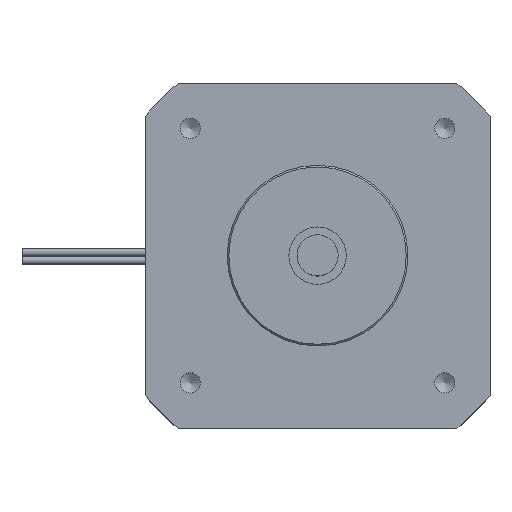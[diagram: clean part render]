
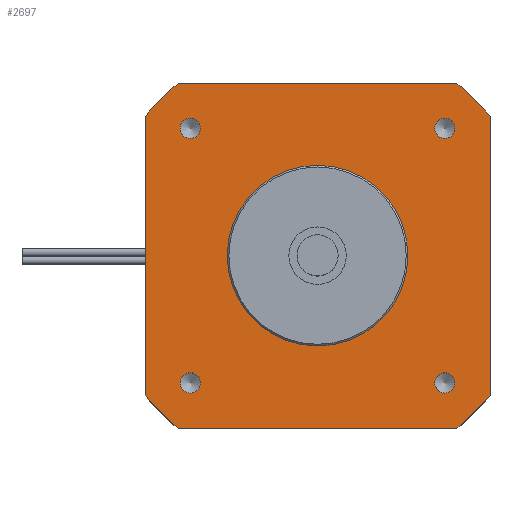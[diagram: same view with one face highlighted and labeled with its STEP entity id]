
A CAD part, top view. The second image highlights one B-rep face of the part: STEP entity #2697.
In plain terms, the highlighted planar face has unit normal (0, 0, 1).
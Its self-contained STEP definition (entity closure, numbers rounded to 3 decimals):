
#47=FACE_BOUND('',#476,.T.);
#48=FACE_BOUND('',#477,.T.);
#49=FACE_BOUND('',#478,.T.);
#50=FACE_BOUND('',#479,.T.);
#51=FACE_BOUND('',#480,.T.);
#160=PLANE('',#2940);
#278=FACE_OUTER_BOUND('',#475,.T.);
#475=EDGE_LOOP('',(#1921,#1922,#1923,#1924,#1925,#1926,#1927,#1928));
#476=EDGE_LOOP('',(#1929));
#477=EDGE_LOOP('',(#1930));
#478=EDGE_LOOP('',(#1931));
#479=EDGE_LOOP('',(#1932));
#480=EDGE_LOOP('',(#1933));
#724=LINE('',#4258,#879);
#734=LINE('',#4286,#889);
#737=LINE('',#4341,#892);
#740=LINE('',#4349,#895);
#879=VECTOR('',#3355,10.);
#889=VECTOR('',#3383,10.);
#892=VECTOR('',#3456,10.);
#895=VECTOR('',#3465,10.);
#1002=CIRCLE('',#2904,11.);
#1008=CIRCLE('',#2917,1.23);
#1010=CIRCLE('',#2921,1.23);
#1012=CIRCLE('',#2925,1.23);
#1014=CIRCLE('',#2929,1.23);
#1015=CIRCLE('',#2931,27.);
#1016=CIRCLE('',#2933,27.);
#1017=CIRCLE('',#2936,27.);
#1018=CIRCLE('',#2939,27.);
#1194=VERTEX_POINT('',#4255);
#1195=VERTEX_POINT('',#4257);
#1203=VERTEX_POINT('',#4283);
#1204=VERTEX_POINT('',#4285);
#1207=VERTEX_POINT('',#4294);
#1213=VERTEX_POINT('',#4313);
#1215=VERTEX_POINT('',#4319);
#1217=VERTEX_POINT('',#4325);
#1219=VERTEX_POINT('',#4331);
#1220=VERTEX_POINT('',#4336);
#1221=VERTEX_POINT('',#4340);
#1222=VERTEX_POINT('',#4344);
#1223=VERTEX_POINT('',#4348);
#1446=EDGE_CURVE('',#1194,#1195,#724,.T.);
#1460=EDGE_CURVE('',#1203,#1204,#734,.T.);
#1464=EDGE_CURVE('',#1207,#1207,#1002,.T.);
#1470=EDGE_CURVE('',#1213,#1213,#1008,.T.);
#1472=EDGE_CURVE('',#1215,#1215,#1010,.T.);
#1474=EDGE_CURVE('',#1217,#1217,#1012,.T.);
#1476=EDGE_CURVE('',#1219,#1219,#1014,.T.);
#1477=EDGE_CURVE('',#1204,#1194,#1015,.T.);
#1478=EDGE_CURVE('',#1195,#1220,#1016,.T.);
#1480=EDGE_CURVE('',#1220,#1221,#737,.T.);
#1482=EDGE_CURVE('',#1221,#1222,#1017,.T.);
#1484=EDGE_CURVE('',#1222,#1223,#740,.T.);
#1486=EDGE_CURVE('',#1223,#1203,#1018,.T.);
#1921=ORIENTED_EDGE('',*,*,#1460,.F.);
#1922=ORIENTED_EDGE('',*,*,#1486,.F.);
#1923=ORIENTED_EDGE('',*,*,#1484,.F.);
#1924=ORIENTED_EDGE('',*,*,#1482,.F.);
#1925=ORIENTED_EDGE('',*,*,#1480,.F.);
#1926=ORIENTED_EDGE('',*,*,#1478,.F.);
#1927=ORIENTED_EDGE('',*,*,#1446,.F.);
#1928=ORIENTED_EDGE('',*,*,#1477,.F.);
#1929=ORIENTED_EDGE('',*,*,#1470,.T.);
#1930=ORIENTED_EDGE('',*,*,#1472,.T.);
#1931=ORIENTED_EDGE('',*,*,#1474,.T.);
#1932=ORIENTED_EDGE('',*,*,#1476,.T.);
#1933=ORIENTED_EDGE('',*,*,#1464,.T.);
#2697=ADVANCED_FACE('',(#278,#47,#48,#49,#50,#51),#160,.T.);
#2904=AXIS2_PLACEMENT_3D('',#4295,#3393,#3394);
#2917=AXIS2_PLACEMENT_3D('',#4314,#3419,#3420);
#2921=AXIS2_PLACEMENT_3D('',#4320,#3427,#3428);
#2925=AXIS2_PLACEMENT_3D('',#4326,#3435,#3436);
#2929=AXIS2_PLACEMENT_3D('',#4332,#3443,#3444);
#2931=AXIS2_PLACEMENT_3D('',#4334,#3447,#3448);
#2933=AXIS2_PLACEMENT_3D('',#4337,#3451,#3452);
#2936=AXIS2_PLACEMENT_3D('',#4345,#3460,#3461);
#2939=AXIS2_PLACEMENT_3D('',#4352,#3469,#3470);
#2940=AXIS2_PLACEMENT_3D('',#4353,#3471,#3472);
#3355=DIRECTION('',(0.,-1.,0.));
#3383=DIRECTION('',(1.,0.,0.));
#3393=DIRECTION('center_axis',(0.,0.,-1.));
#3394=DIRECTION('ref_axis',(-1.,0.,0.));
#3419=DIRECTION('center_axis',(0.,0.,-1.));
#3420=DIRECTION('ref_axis',(1.,0.,0.));
#3427=DIRECTION('center_axis',(0.,0.,-1.));
#3428=DIRECTION('ref_axis',(1.,0.,0.));
#3435=DIRECTION('center_axis',(0.,0.,-1.));
#3436=DIRECTION('ref_axis',(1.,0.,0.));
#3443=DIRECTION('center_axis',(0.,0.,-1.));
#3444=DIRECTION('ref_axis',(1.,0.,0.));
#3447=DIRECTION('center_axis',(0.,0.,-1.));
#3448=DIRECTION('ref_axis',(0.778,0.629,0.));
#3451=DIRECTION('center_axis',(0.,0.,-1.));
#3452=DIRECTION('ref_axis',(0.629,-0.778,0.));
#3456=DIRECTION('',(-1.,0.,0.));
#3460=DIRECTION('center_axis',(0.,0.,-1.));
#3461=DIRECTION('ref_axis',(-0.778,-0.629,0.));
#3465=DIRECTION('',(0.,1.,0.));
#3469=DIRECTION('center_axis',(0.,0.,-1.));
#3470=DIRECTION('ref_axis',(-0.629,0.778,0.));
#3471=DIRECTION('center_axis',(0.,0.,1.));
#3472=DIRECTION('ref_axis',(1.,0.,0.));
#4255=CARTESIAN_POINT('',(21.,16.971,23.35));
#4257=CARTESIAN_POINT('',(21.,-16.971,23.35));
#4258=CARTESIAN_POINT('',(21.,-16.971,23.35));
#4283=CARTESIAN_POINT('',(-16.971,21.,23.35));
#4285=CARTESIAN_POINT('',(16.971,21.,23.35));
#4286=CARTESIAN_POINT('',(16.971,21.,23.35));
#4294=CARTESIAN_POINT('',(11.,0.,23.35));
#4295=CARTESIAN_POINT('Origin',(0.,0.,
23.35));
#4313=CARTESIAN_POINT('',(-16.73,-15.5,23.35));
#4314=CARTESIAN_POINT('Origin',(-15.5,-15.5,23.35));
#4319=CARTESIAN_POINT('',(14.271,-15.5,23.35));
#4320=CARTESIAN_POINT('Origin',(15.5,-15.5,23.35));
#4325=CARTESIAN_POINT('',(-16.73,15.5,23.35));
#4326=CARTESIAN_POINT('Origin',(-15.5,15.5,23.35));
#4331=CARTESIAN_POINT('',(14.271,15.5,23.35));
#4332=CARTESIAN_POINT('Origin',(15.5,15.5,23.35));
#4334=CARTESIAN_POINT('Origin',(0.,0.,
23.35));
#4336=CARTESIAN_POINT('',(16.971,-21.,23.35));
#4337=CARTESIAN_POINT('Origin',(0.,0.,
23.35));
#4340=CARTESIAN_POINT('',(-16.971,-21.,23.35));
#4341=CARTESIAN_POINT('',(-16.971,-21.,23.35));
#4344=CARTESIAN_POINT('',(-21.,-16.971,23.35));
#4345=CARTESIAN_POINT('Origin',(0.,0.,
23.35));
#4348=CARTESIAN_POINT('',(-21.,16.971,23.35));
#4349=CARTESIAN_POINT('',(-21.,16.971,23.35));
#4352=CARTESIAN_POINT('Origin',(0.,0.,
23.35));
#4353=CARTESIAN_POINT('Origin',(0.,0.,
23.35));
